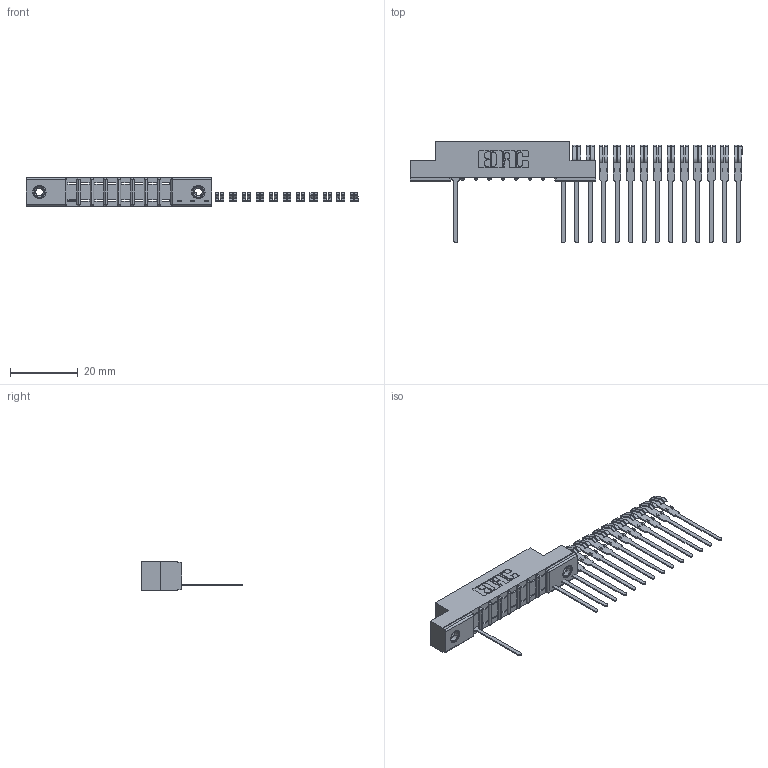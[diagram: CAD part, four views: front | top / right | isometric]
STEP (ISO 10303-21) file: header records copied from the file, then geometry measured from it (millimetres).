
FILE_DESCRIPTION (( 'STEP AP203' ), '1' );
FILE_NAME ('357-022-545-108.STEP', '2018-08-08T22:00:02', ( '' ), ( '' ), 'SwSTEP 2.0', 'SolidWorks 2016', '' );
FILE_SCHEMA (( 'CONFIG_CONTROL_DESIGN' ));
Length unit declared in the file: inch
Products named in the file (4): 307 Part_.156 Dia Mounting Holes; 307-290-001_545; 345-250-001_345-250-003-102; 357-022-545-108
Assembly tree (18 placements, depth 2):
  357-022-545-108
    307 Part_.156 Dia Mounting Holes
    307-290-001_545  x15
    345-250-001_345-250-003-102  x2
Bounding box: 97.83 x 30 x 8.71 mm (x, y, z)
Volume: 3645.3 mm3; surface area: 6135.9 mm2
Topology: 18 solids, 18 shells, 887 faces, 2441 edges, 1574 vertices
Faces by surface type: plane 573, cylinder 280, sphere 18, cone 12, torus 4
Entity records: 12427 total; most frequent: CARTESIAN_POINT 2030, DIRECTION 2011, ORIENTED_EDGE 2002, EDGE_CURVE 1001, VECTOR 753, LINE 753, VERTEX_POINT 648, AXIS2_PLACEMENT_3D 629
